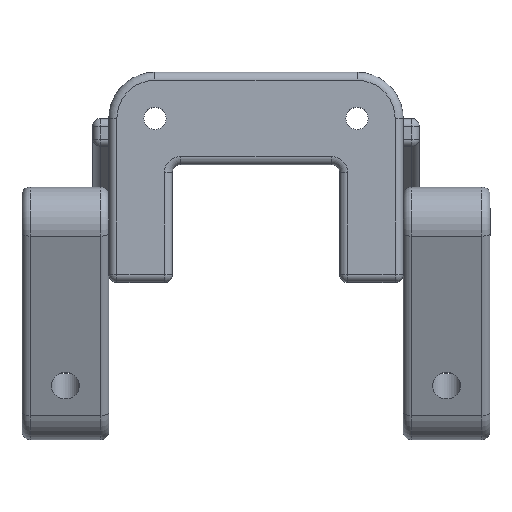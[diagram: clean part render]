
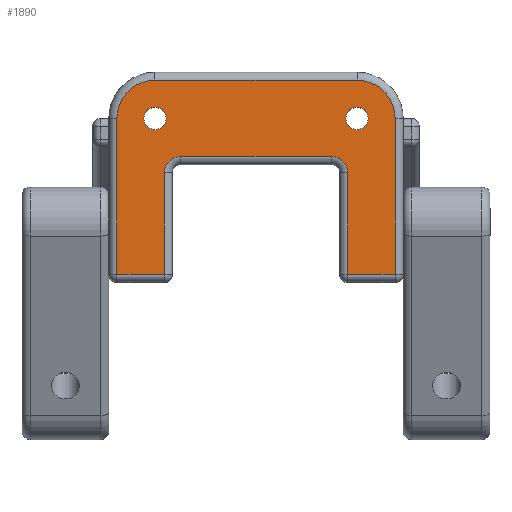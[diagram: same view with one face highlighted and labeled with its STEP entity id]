
A CAD part, top view. The second image highlights one B-rep face of the part: STEP entity #1890.
In plain terms, the highlighted planar face has unit normal (0, 0, 1).
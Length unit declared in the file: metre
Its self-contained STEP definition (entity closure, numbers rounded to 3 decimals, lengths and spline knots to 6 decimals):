
#136=LINE('',#3000,#282);
#137=LINE('',#3002,#283);
#138=LINE('',#3004,#284);
#139=LINE('',#3008,#285);
#140=LINE('',#3012,#286);
#141=LINE('',#3014,#287);
#142=LINE('',#3016,#288);
#143=LINE('',#3020,#289);
#282=VECTOR('',#2323,1.);
#283=VECTOR('',#2324,1.);
#284=VECTOR('',#2325,1.);
#285=VECTOR('',#2328,1.);
#286=VECTOR('',#2331,1.);
#287=VECTOR('',#2332,1.);
#288=VECTOR('',#2333,1.);
#289=VECTOR('',#2336,1.);
#428=ORIENTED_EDGE('',*,*,#984,.F.);
#429=ORIENTED_EDGE('',*,*,#985,.F.);
#430=ORIENTED_EDGE('',*,*,#986,.F.);
#431=ORIENTED_EDGE('',*,*,#987,.T.);
#432=ORIENTED_EDGE('',*,*,#988,.T.);
#433=ORIENTED_EDGE('',*,*,#989,.T.);
#434=ORIENTED_EDGE('',*,*,#990,.T.);
#435=ORIENTED_EDGE('',*,*,#991,.T.);
#436=ORIENTED_EDGE('',*,*,#992,.T.);
#437=ORIENTED_EDGE('',*,*,#993,.T.);
#438=ORIENTED_EDGE('',*,*,#994,.T.);
#439=ORIENTED_EDGE('',*,*,#995,.T.);
#440=ORIENTED_EDGE('',*,*,#996,.F.);
#441=ORIENTED_EDGE('',*,*,#997,.T.);
#984=EDGE_CURVE('',#1262,#1262,#1424,.T.);
#985=EDGE_CURVE('',#1263,#1263,#1425,.T.);
#986=EDGE_CURVE('',#1264,#1265,#1426,.T.);
#987=EDGE_CURVE('',#1264,#1266,#136,.F.);
#988=EDGE_CURVE('',#1266,#1267,#137,.F.);
#989=EDGE_CURVE('',#1267,#1268,#138,.F.);
#990=EDGE_CURVE('',#1268,#1269,#1427,.T.);
#991=EDGE_CURVE('',#1269,#1270,#139,.F.);
#992=EDGE_CURVE('',#1270,#1271,#1428,.T.);
#993=EDGE_CURVE('',#1271,#1272,#140,.T.);
#994=EDGE_CURVE('',#1272,#1273,#141,.T.);
#995=EDGE_CURVE('',#1273,#1274,#142,.T.);
#996=EDGE_CURVE('',#1275,#1274,#1429,.T.);
#997=EDGE_CURVE('',#1275,#1265,#143,.T.);
#1262=VERTEX_POINT('',#2994);
#1263=VERTEX_POINT('',#2996);
#1264=VERTEX_POINT('',#2998);
#1265=VERTEX_POINT('',#2999);
#1266=VERTEX_POINT('',#3001);
#1267=VERTEX_POINT('',#3003);
#1268=VERTEX_POINT('',#3005);
#1269=VERTEX_POINT('',#3007);
#1270=VERTEX_POINT('',#3009);
#1271=VERTEX_POINT('',#3011);
#1272=VERTEX_POINT('',#3013);
#1273=VERTEX_POINT('',#3015);
#1274=VERTEX_POINT('',#3017);
#1275=VERTEX_POINT('',#3019);
#1424=CIRCLE('',#2049,0.00175);
#1425=CIRCLE('',#2050,0.00175);
#1426=CIRCLE('',#2051,0.00254);
#1427=CIRCLE('',#2052,0.005986);
#1428=CIRCLE('',#2053,0.005986);
#1429=CIRCLE('',#2054,0.00254);
#1540=EDGE_LOOP('',(#428));
#1541=EDGE_LOOP('',(#429));
#1542=EDGE_LOOP('',(#430,#431,#432,#433,#434,#435,#436,#437,#438,#439,#440,
#441));
#1696=FACE_BOUND('',#1540,.T.);
#1697=FACE_BOUND('',#1541,.T.);
#1698=FACE_BOUND('',#1542,.T.);
#1852=PLANE('',#2048);
#1890=ADVANCED_FACE('',(#1696,#1697,#1698),#1852,.T.);
#2048=AXIS2_PLACEMENT_3D('',#2992,#2315,#2316);
#2049=AXIS2_PLACEMENT_3D('',#2993,#2317,#2318);
#2050=AXIS2_PLACEMENT_3D('',#2995,#2319,#2320);
#2051=AXIS2_PLACEMENT_3D('',#2997,#2321,#2322);
#2052=AXIS2_PLACEMENT_3D('',#3006,#2326,#2327);
#2053=AXIS2_PLACEMENT_3D('',#3010,#2329,#2330);
#2054=AXIS2_PLACEMENT_3D('',#3018,#2334,#2335);
#2315=DIRECTION('',(0.,0.,1.));
#2316=DIRECTION('',(1.,0.,0.));
#2317=DIRECTION('',(0.,0.,1.));
#2318=DIRECTION('',(1.,0.,0.));
#2319=DIRECTION('',(0.,0.,1.));
#2320=DIRECTION('',(1.,0.,0.));
#2321=DIRECTION('',(0.,0.,1.));
#2322=DIRECTION('',(1.,0.,0.));
#2323=DIRECTION('',(0.,1.,0.));
#2324=DIRECTION('',(-1.,0.,0.));
#2325=DIRECTION('',(0.,-1.,0.));
#2326=DIRECTION('',(0.,0.,1.));
#2327=DIRECTION('',(1.,0.,0.));
#2328=DIRECTION('',(1.,0.,0.));
#2329=DIRECTION('',(0.,0.,1.));
#2330=DIRECTION('',(1.,0.,0.));
#2331=DIRECTION('',(0.,-1.,0.));
#2332=DIRECTION('',(1.,0.,0.));
#2333=DIRECTION('',(0.,1.,0.));
#2334=DIRECTION('',(0.,0.,1.));
#2335=DIRECTION('',(1.,0.,0.));
#2336=DIRECTION('',(1.,0.,0.));
#2992=CARTESIAN_POINT('',(0.,-0.00925,0.01905));
#2993=CARTESIAN_POINT('',(0.015875,0.,0.01905));
#2994=CARTESIAN_POINT('',(0.017625,0.,0.01905));
#2995=CARTESIAN_POINT('',(-0.015875,0.,0.01905));
#2996=CARTESIAN_POINT('',(-0.014125,0.,0.01905));
#2997=CARTESIAN_POINT('',(0.011861,-0.008526,0.01905));
#2998=CARTESIAN_POINT('',(0.014401,-0.008526,0.01905));
#2999=CARTESIAN_POINT('',(0.011861,-0.005986,0.01905));
#3000=CARTESIAN_POINT('',(0.014401,-0.00925,0.01905));
#3001=CARTESIAN_POINT('',(0.014401,-0.024486,0.01905));
#3002=CARTESIAN_POINT('',(0.,-0.024486,0.01905));
#3003=CARTESIAN_POINT('',(0.021861,-0.024486,0.01905));
#3004=CARTESIAN_POINT('',(0.021861,-0.00925,0.01905));
#3005=CARTESIAN_POINT('',(0.021861,0.,0.01905));
#3006=CARTESIAN_POINT('',(0.015875,0.,0.01905));
#3007=CARTESIAN_POINT('',(0.015875,0.005986,0.01905));
#3008=CARTESIAN_POINT('',(0.,0.005986,0.01905));
#3009=CARTESIAN_POINT('',(-0.015875,0.005986,0.01905));
#3010=CARTESIAN_POINT('',(-0.015875,0.,0.01905));
#3011=CARTESIAN_POINT('',(-0.021861,0.,0.01905));
#3012=CARTESIAN_POINT('',(-0.021861,-0.025756,0.01905));
#3013=CARTESIAN_POINT('',(-0.021861,-0.024486,0.01905));
#3014=CARTESIAN_POINT('',(-0.013131,-0.024486,0.01905));
#3015=CARTESIAN_POINT('',(-0.014401,-0.024486,0.01905));
#3016=CARTESIAN_POINT('',(-0.014401,-0.007256,0.01905));
#3017=CARTESIAN_POINT('',(-0.014401,-0.008526,0.01905));
#3018=CARTESIAN_POINT('',(-0.011861,-0.008526,0.01905));
#3019=CARTESIAN_POINT('',(-0.011861,-0.005986,0.01905));
#3020=CARTESIAN_POINT('',(0.013131,-0.005986,0.01905));
